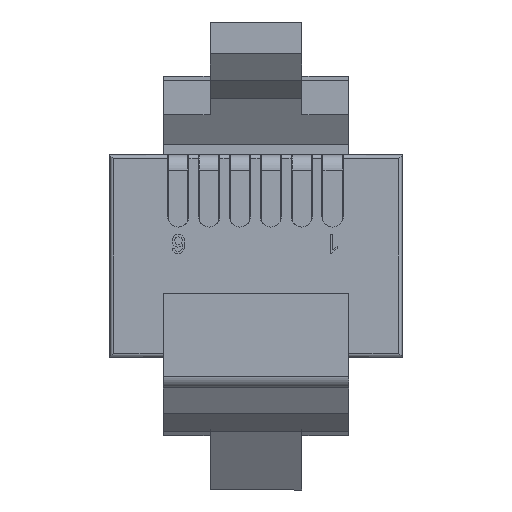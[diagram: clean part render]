
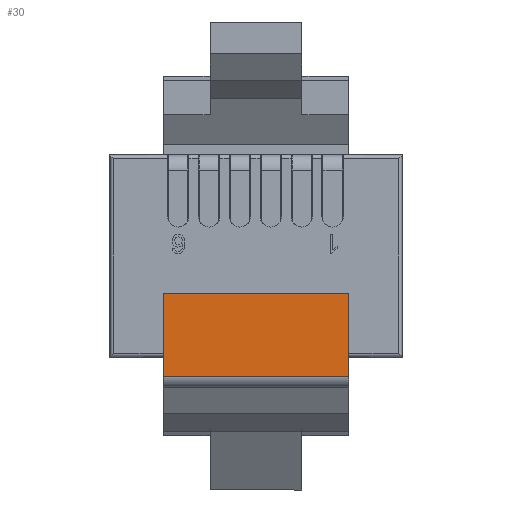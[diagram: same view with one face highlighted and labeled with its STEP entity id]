
A CAD part, front view. The second image highlights one B-rep face of the part: STEP entity #30.
In plain terms, the highlighted face is planar.
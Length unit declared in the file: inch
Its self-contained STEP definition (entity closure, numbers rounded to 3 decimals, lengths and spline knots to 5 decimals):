
#9 = VERTEX_POINT ( 'NONE', #1514 ) ;
#17 = EDGE_CURVE ( 'NONE', #179, #9, #1521, .T. ) ;
#30 = ADVANCED_FACE ( 'NONE', ( #1491 ), #1490, .F. ) ;
#31 = EDGE_LOOP ( 'NONE', ( #32, #33, #219, #220 ) ) ;
#32 = ORIENTED_EDGE ( 'NONE', *, *, #40, .T. ) ;
#33 = ORIENTED_EDGE ( 'NONE', *, *, #34, .T. ) ;
#34 = EDGE_CURVE ( 'NONE', #218, #179, #1485, .T. ) ;
#40 = EDGE_CURVE ( 'NONE', #55, #218, #1383, .T. ) ;
#55 = VERTEX_POINT ( 'NONE', #1432 ) ;
#135 = EDGE_CURVE ( 'NONE', #9, #55, #2018, .T. ) ;
#179 = VERTEX_POINT ( 'NONE', #1973 ) ;
#218 = VERTEX_POINT ( 'NONE', #2053 ) ;
#219 = ORIENTED_EDGE ( 'NONE', *, *, #17, .T. ) ;
#220 = ORIENTED_EDGE ( 'NONE', *, *, #135, .T. ) ;
#1367 = DIRECTION ( 'NONE',  ( 0., 1., 0. ) ) ;
#1368 = VECTOR ( 'NONE', #1367, 39.37008 ) ;
#1369 = CARTESIAN_POINT ( 'NONE',  ( 0.12, 0.171, 0.273 ) ) ;
#1383 = LINE ( 'NONE', #1369, #1368 ) ;
#1432 = CARTESIAN_POINT ( 'NONE',  ( 0.12, 0.048, 0.273 ) ) ;
#1482 = DIRECTION ( 'NONE',  ( -1., 0., 0. ) ) ;
#1483 = VECTOR ( 'NONE', #1482, 39.37008 ) ;
#1484 = CARTESIAN_POINT ( 'NONE',  ( -0.12, 0.156, 0.273 ) ) ;
#1485 = LINE ( 'NONE', #1484, #1483 ) ;
#1486 = DIRECTION ( 'NONE',  ( -1., 0., 0. ) ) ;
#1487 = DIRECTION ( 'NONE',  ( 0., 0., -1. ) ) ;
#1488 = CARTESIAN_POINT ( 'NONE',  ( -0.12, 0.048, 0.273 ) ) ;
#1489 = AXIS2_PLACEMENT_3D ( 'NONE', #1488, #1487, #1486 ) ;
#1490 = PLANE ( 'NONE',  #1489 ) ;
#1491 = FACE_OUTER_BOUND ( 'NONE', #31, .T. ) ;
#1509 = DIRECTION ( 'NONE',  ( 0., -1., 0. ) ) ;
#1514 = CARTESIAN_POINT ( 'NONE',  ( -0.12, 0.048, 0.273 ) ) ;
#1519 = VECTOR ( 'NONE', #1509, 39.37008 ) ;
#1520 = CARTESIAN_POINT ( 'NONE',  ( -0.12, 0.171, 0.273 ) ) ;
#1521 = LINE ( 'NONE', #1520, #1519 ) ;
#1934 = DIRECTION ( 'NONE',  ( 1., 0., 0. ) ) ;
#1935 = VECTOR ( 'NONE', #1934, 39.37008 ) ;
#1936 = CARTESIAN_POINT ( 'NONE',  ( 0.12, 0.048, 0.273 ) ) ;
#1973 = CARTESIAN_POINT ( 'NONE',  ( -0.12, 0.156, 0.273 ) ) ;
#2018 = LINE ( 'NONE', #1936, #1935 ) ;
#2053 = CARTESIAN_POINT ( 'NONE',  ( 0.12, 0.156, 0.273 ) ) ;
